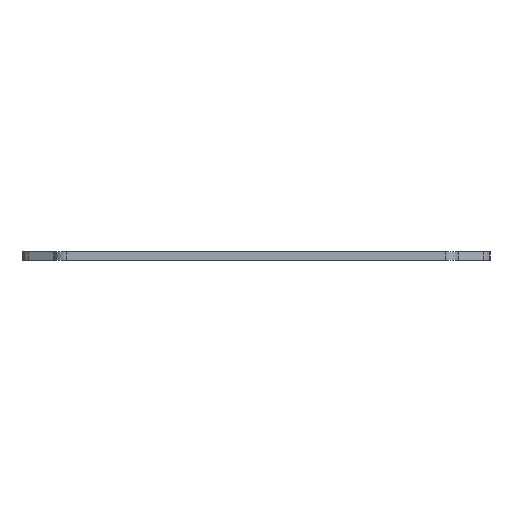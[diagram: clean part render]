
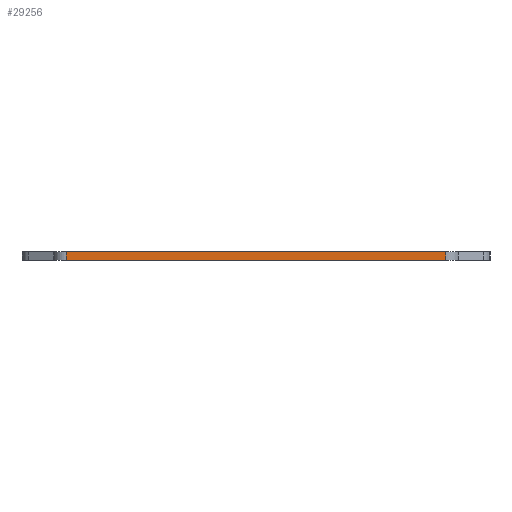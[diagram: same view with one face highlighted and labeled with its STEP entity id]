
A CAD part, left-side view. The second image highlights one B-rep face of the part: STEP entity #29256.
In plain terms, the highlighted planar face has unit normal (-1, 0, 0).
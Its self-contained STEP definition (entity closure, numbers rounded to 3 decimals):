
#83 = PLANE('',#84);
#84 = AXIS2_PLACEMENT_3D('',#85,#86,#87);
#85 = CARTESIAN_POINT('',(272.656,-78.581,1.6));
#86 = DIRECTION('',(-0.,-0.,-1.));
#87 = DIRECTION('',(-1.,0.,0.));
#137 = PLANE('',#138);
#138 = AXIS2_PLACEMENT_3D('',#139,#140,#141);
#139 = CARTESIAN_POINT('',(272.656,-78.581,0.));
#140 = DIRECTION('',(-0.,-0.,-1.));
#141 = DIRECTION('',(-1.,0.,0.));
#1868 = VERTEX_POINT('',#1869);
#1869 = CARTESIAN_POINT('',(146.449,-114.3,0.));
#1888 = CYLINDRICAL_SURFACE('',#1889,2.381);
#1889 = AXIS2_PLACEMENT_3D('',#1890,#1891,#1892);
#1890 = CARTESIAN_POINT('',(148.83,-114.3,0.));
#1891 = DIRECTION('',(-0.,-0.,-1.));
#1892 = DIRECTION('',(1.,0.,-0.));
#1900 = EDGE_CURVE('',#1868,#1901,#1903,.T.);
#1901 = VERTEX_POINT('',#1902);
#1902 = CARTESIAN_POINT('',(146.449,-42.863,0.));
#1903 = SURFACE_CURVE('',#1904,(#1908,#1915),.PCURVE_S1.);
#1904 = LINE('',#1905,#1906);
#1905 = CARTESIAN_POINT('',(146.449,-114.3,0.));
#1906 = VECTOR('',#1907,1.);
#1907 = DIRECTION('',(0.,1.,0.));
#1908 = PCURVE('',#137,#1909);
#1909 = DEFINITIONAL_REPRESENTATION('',(#1910),#1914);
#1910 = LINE('',#1911,#1912);
#1911 = CARTESIAN_POINT('',(126.207,-35.719));
#1912 = VECTOR('',#1913,1.);
#1913 = DIRECTION('',(0.,1.));
#1914 = ( GEOMETRIC_REPRESENTATION_CONTEXT(2) 
PARAMETRIC_REPRESENTATION_CONTEXT() REPRESENTATION_CONTEXT('2D SPACE',''
  ) );
#1915 = PCURVE('',#1916,#1921);
#1916 = PLANE('',#1917);
#1917 = AXIS2_PLACEMENT_3D('',#1918,#1919,#1920);
#1918 = CARTESIAN_POINT('',(146.449,-114.3,0.));
#1919 = DIRECTION('',(-1.,0.,0.));
#1920 = DIRECTION('',(0.,1.,0.));
#1921 = DEFINITIONAL_REPRESENTATION('',(#1922),#1926);
#1922 = LINE('',#1923,#1924);
#1923 = CARTESIAN_POINT('',(0.,0.));
#1924 = VECTOR('',#1925,1.);
#1925 = DIRECTION('',(1.,0.));
#1926 = ( GEOMETRIC_REPRESENTATION_CONTEXT(2) 
PARAMETRIC_REPRESENTATION_CONTEXT() REPRESENTATION_CONTEXT('2D SPACE',''
  ) );
#1949 = CYLINDRICAL_SURFACE('',#1950,2.381);
#1950 = AXIS2_PLACEMENT_3D('',#1951,#1952,#1953);
#1951 = CARTESIAN_POINT('',(148.83,-42.863,0.));
#1952 = DIRECTION('',(-0.,-0.,-1.));
#1953 = DIRECTION('',(1.,0.,-0.));
#16921 = VERTEX_POINT('',#16922);
#16922 = CARTESIAN_POINT('',(146.449,-114.3,1.6));
#16948 = EDGE_CURVE('',#16921,#16949,#16951,.T.);
#16949 = VERTEX_POINT('',#16950);
#16950 = CARTESIAN_POINT('',(146.449,-42.863,1.6));
#16951 = SURFACE_CURVE('',#16952,(#16956,#16963),.PCURVE_S1.);
#16952 = LINE('',#16953,#16954);
#16953 = CARTESIAN_POINT('',(146.449,-114.3,1.6));
#16954 = VECTOR('',#16955,1.);
#16955 = DIRECTION('',(0.,1.,0.));
#16956 = PCURVE('',#83,#16957);
#16957 = DEFINITIONAL_REPRESENTATION('',(#16958),#16962);
#16958 = LINE('',#16959,#16960);
#16959 = CARTESIAN_POINT('',(126.207,-35.719));
#16960 = VECTOR('',#16961,1.);
#16961 = DIRECTION('',(0.,1.));
#16962 = ( GEOMETRIC_REPRESENTATION_CONTEXT(2) 
PARAMETRIC_REPRESENTATION_CONTEXT() REPRESENTATION_CONTEXT('2D SPACE',''
  ) );
#16963 = PCURVE('',#1916,#16964);
#16964 = DEFINITIONAL_REPRESENTATION('',(#16965),#16969);
#16965 = LINE('',#16966,#16967);
#16966 = CARTESIAN_POINT('',(0.,-1.6));
#16967 = VECTOR('',#16968,1.);
#16968 = DIRECTION('',(1.,0.));
#16969 = ( GEOMETRIC_REPRESENTATION_CONTEXT(2) 
PARAMETRIC_REPRESENTATION_CONTEXT() REPRESENTATION_CONTEXT('2D SPACE',''
  ) );
#29208 = EDGE_CURVE('',#1901,#16949,#29209,.T.);
#29209 = SURFACE_CURVE('',#29210,(#29214,#29221),.PCURVE_S1.);
#29210 = LINE('',#29211,#29212);
#29211 = CARTESIAN_POINT('',(146.449,-42.863,0.));
#29212 = VECTOR('',#29213,1.);
#29213 = DIRECTION('',(0.,0.,1.));
#29214 = PCURVE('',#1949,#29215);
#29215 = DEFINITIONAL_REPRESENTATION('',(#29216),#29220);
#29216 = LINE('',#29217,#29218);
#29217 = CARTESIAN_POINT('',(-3.141,0.));
#29218 = VECTOR('',#29219,1.);
#29219 = DIRECTION('',(-0.,-1.));
#29220 = ( GEOMETRIC_REPRESENTATION_CONTEXT(2) 
PARAMETRIC_REPRESENTATION_CONTEXT() REPRESENTATION_CONTEXT('2D SPACE',''
  ) );
#29221 = PCURVE('',#1916,#29222);
#29222 = DEFINITIONAL_REPRESENTATION('',(#29223),#29227);
#29223 = LINE('',#29224,#29225);
#29224 = CARTESIAN_POINT('',(71.437,0.));
#29225 = VECTOR('',#29226,1.);
#29226 = DIRECTION('',(0.,-1.));
#29227 = ( GEOMETRIC_REPRESENTATION_CONTEXT(2) 
PARAMETRIC_REPRESENTATION_CONTEXT() REPRESENTATION_CONTEXT('2D SPACE',''
  ) );
#29256 = ADVANCED_FACE('',(#29257),#1916,.T.);
#29257 = FACE_BOUND('',#29258,.T.);
#29258 = EDGE_LOOP('',(#29259,#29280,#29281,#29282));
#29259 = ORIENTED_EDGE('',*,*,#29260,.T.);
#29260 = EDGE_CURVE('',#1868,#16921,#29261,.T.);
#29261 = SURFACE_CURVE('',#29262,(#29266,#29273),.PCURVE_S1.);
#29262 = LINE('',#29263,#29264);
#29263 = CARTESIAN_POINT('',(146.449,-114.3,0.));
#29264 = VECTOR('',#29265,1.);
#29265 = DIRECTION('',(0.,0.,1.));
#29266 = PCURVE('',#1916,#29267);
#29267 = DEFINITIONAL_REPRESENTATION('',(#29268),#29272);
#29268 = LINE('',#29269,#29270);
#29269 = CARTESIAN_POINT('',(0.,0.));
#29270 = VECTOR('',#29271,1.);
#29271 = DIRECTION('',(0.,-1.));
#29272 = ( GEOMETRIC_REPRESENTATION_CONTEXT(2) 
PARAMETRIC_REPRESENTATION_CONTEXT() REPRESENTATION_CONTEXT('2D SPACE',''
  ) );
#29273 = PCURVE('',#1888,#29274);
#29274 = DEFINITIONAL_REPRESENTATION('',(#29275),#29279);
#29275 = LINE('',#29276,#29277);
#29276 = CARTESIAN_POINT('',(-3.142,0.));
#29277 = VECTOR('',#29278,1.);
#29278 = DIRECTION('',(-0.,-1.));
#29279 = ( GEOMETRIC_REPRESENTATION_CONTEXT(2) 
PARAMETRIC_REPRESENTATION_CONTEXT() REPRESENTATION_CONTEXT('2D SPACE',''
  ) );
#29280 = ORIENTED_EDGE('',*,*,#16948,.T.);
#29281 = ORIENTED_EDGE('',*,*,#29208,.F.);
#29282 = ORIENTED_EDGE('',*,*,#1900,.F.);
